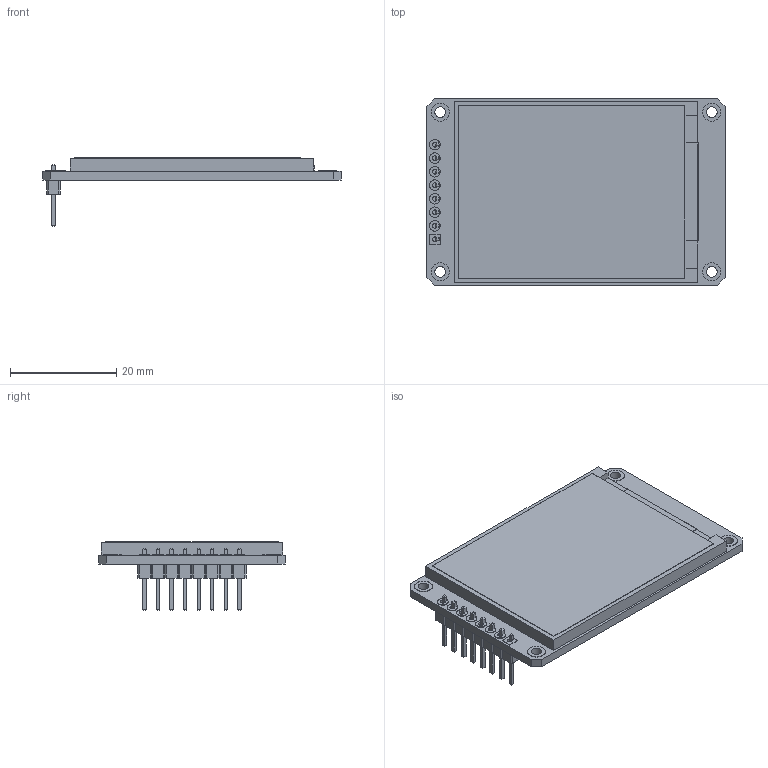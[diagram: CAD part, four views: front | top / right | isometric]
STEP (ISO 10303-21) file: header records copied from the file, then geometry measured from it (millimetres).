
FILE_DESCRIPTION(/* description */ (''),/* implementation_level */ '2;1');
FILE_NAME(/* name */ '1.8_inches_128x160_RGB_TFT_LCD v3.step',/* time_stamp */ '2024-05-16T23:30:21+02:00',/* author */ (''),/* organization */ (''),/* preprocessor_version */ 'ST-DEVELOPER v20',/* originating_system */ 'Autodesk Translation Framework v12.20.1.177',/* authorisation */ '');
FILE_SCHEMA (('AUTOMOTIVE_DESIGN { 1 0 10303 214 3 1 1 }'));
Length unit declared in the file: millimetre
Products named in the file (4): 1.8_inches_128x160_RGB_TFT_LCD; Display Board; PinHeader_1x08_P2.54mm_Vertical; SOLID (6)
Assembly tree (3 placements, depth 3):
  1.8_inches_128x160_RGB_TFT_LCD
    Display Board
    PinHeader_1x08_P2.54mm_Vertical
      SOLID (6)
Bounding box: 56 x 35 x 12.8 mm (x, y, z)
Volume: 7149 mm3; surface area: 5085.6 mm2
Topology: 2 solids, 2 shells, 292 faces, 677 edges, 430 vertices
Faces by surface type: plane 257, cylinder 35
Full cylindrical faces by diameter (mm): 0.9 x8, 2 x18, 3.4 x8
Entity records: 8530 total; most frequent: CARTESIAN_POINT 1406, ORIENTED_EDGE 1354, DIRECTION 1345, EDGE_CURVE 677, LINE 607, VECTOR 607, VERTEX_POINT 430, AXIS2_PLACEMENT_3D 369
